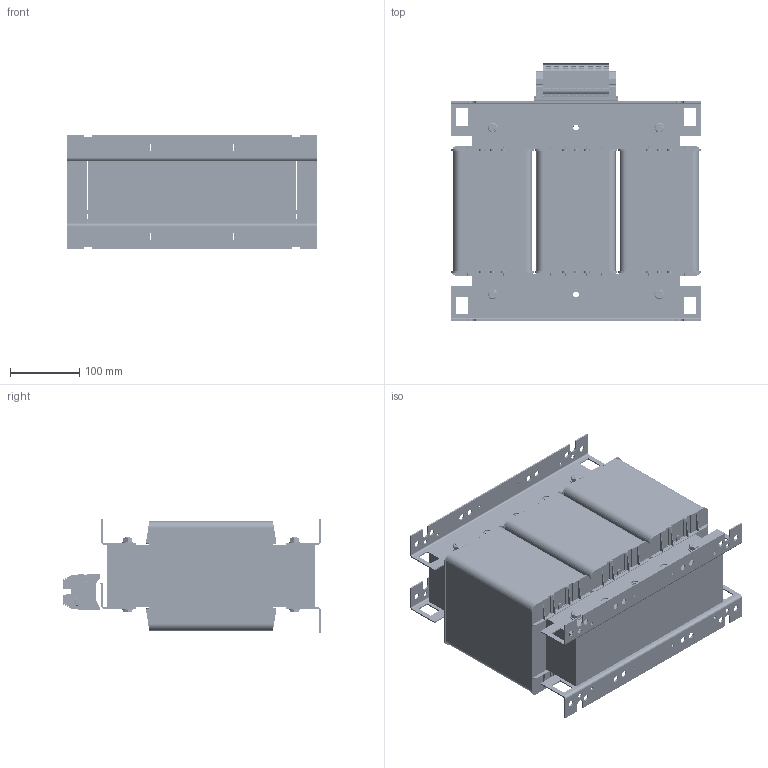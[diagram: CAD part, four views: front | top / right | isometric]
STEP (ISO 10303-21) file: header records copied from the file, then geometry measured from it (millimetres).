
FILE_DESCRIPTION(/* description */ (''),/* implementation_level */ '2;1');
FILE_NAME(/* name */ 'TTX8.stp',/* time_stamp */ '2023-06-06T09:50:53+02:00',/* author */ ('sb'),/* organization */ (''),/* preprocessor_version */ 'ST-DEVELOPER v16.13',/* originating_system */ 'Autodesk Inventor 2018',/* authorisation */ '');
FILE_SCHEMA (('AUTOMOTIVE_DESIGN { 1 0 10303 214 3 1 1 }'));
Length unit declared in the file: millimetre
Products named in the file (14): TTX8; Núcleo RC60x90; BRI60-3IP0E25; ISO 4032 - M8; DIN 126 - 9; TOR8105E; BOBINA+CARRETE-RC60X90; CAR60x90 III EI; BOBINARC60x90; 7xBOR1016+BOR0016T+GUIA-01; AVK 16_Tierra; 0.0.0.3.04160(AVK 16); KD7; Guía DIN 120
Assembly tree (37 placements, depth 3):
  TTX8
    Núcleo RC60x90
    BRI60-3IP0E25  x4
    DIN 126 - 9  x8
    ISO 4032 - M8  x4
    TOR8105E  x4
    BOBINA+CARRETE-RC60X90  x3
      CAR60x90 III EI
      BOBINARC60x90
    7xBOR1016+BOR0016T+GUIA-01
      AVK 16_Tierra
      0.0.0.3.04160(AVK 16)  x7
      KD7
      Guía DIN 120
Bounding box: 360 x 371.1 x 164 mm (x, y, z)
Volume: 13124697.8 mm3; surface area: 1700132.7 mm2
Topology: 38 solids, 38 shells, 2776 faces, 7544 edges, 4922 vertices
Faces by surface type: plane 2034, cylinder 706, cone 20, bspline 16
Full cylindrical faces by diameter (mm): 3.5 x8, 4.917 x8, 6.4 x16, 6.647 x12, 8 x6, 9 x40, 12 x20, 16 x8
Entity records: 44250 total; most frequent: CARTESIAN_POINT 16425, ORIENTED_EDGE 5614, DIRECTION 5476, EDGE_CURVE 2807, LINE 2286, VECTOR 2286, VERTEX_POINT 1858, AXIS2_PLACEMENT_3D 1595
